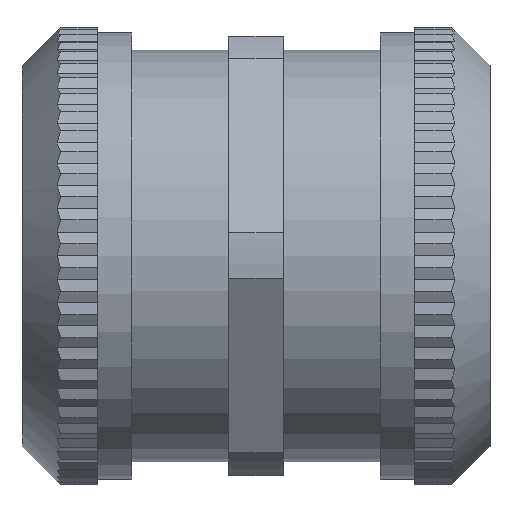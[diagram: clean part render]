
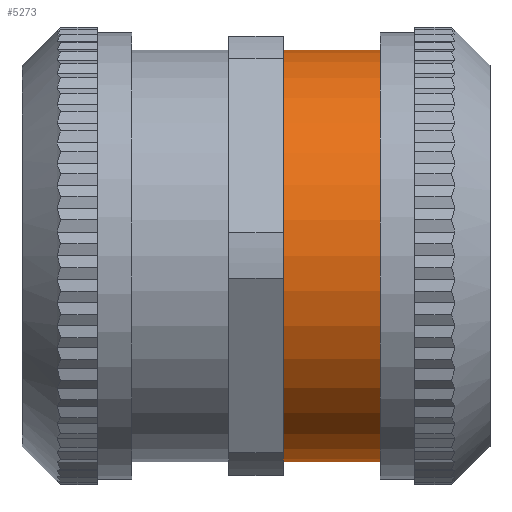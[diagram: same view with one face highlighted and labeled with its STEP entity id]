
A CAD part, top view. The second image highlights one B-rep face of the part: STEP entity #5273.
In plain terms, the highlighted cylindrical face has radius 30 mm (diameter 60 mm), a full revolution.
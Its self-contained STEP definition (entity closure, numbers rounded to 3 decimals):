
#767=LINE('',#8759,#1280);
#1280=VECTOR('',#6704,30.);
#1293=CYLINDRICAL_SURFACE('',#5595,30.);
#1574=FACE_OUTER_BOUND('',#1855,.T.);
#1855=EDGE_LOOP('',(#4737,#4738,#4739,#4740));
#1866=CIRCLE('',#5436,30.);
#1885=CIRCLE('',#5594,30.);
#2134=VERTEX_POINT('',#7701);
#2405=VERTEX_POINT('',#8756);
#2778=EDGE_CURVE('',#2134,#2134,#1866,.T.);
#3183=EDGE_CURVE('',#2405,#2405,#1885,.T.);
#3184=EDGE_CURVE('',#2134,#2405,#767,.T.);
#4737=ORIENTED_EDGE('',*,*,#2778,.T.);
#4738=ORIENTED_EDGE('',*,*,#3184,.T.);
#4739=ORIENTED_EDGE('',*,*,#3183,.T.);
#4740=ORIENTED_EDGE('',*,*,#3184,.F.);
#5273=ADVANCED_FACE('',(#1574),#1293,.T.);
#5436=AXIS2_PLACEMENT_3D('',#7702,#6118,#6119);
#5594=AXIS2_PLACEMENT_3D('',#8757,#6700,#6701);
#5595=AXIS2_PLACEMENT_3D('',#8758,#6702,#6703);
#6118=DIRECTION('center_axis',(-1.,0.,0.));
#6119=DIRECTION('ref_axis',(0.,1.,0.));
#6700=DIRECTION('center_axis',(1.,0.,0.));
#6701=DIRECTION('ref_axis',(0.,1.,0.));
#6702=DIRECTION('center_axis',(1.,0.,0.));
#6703=DIRECTION('ref_axis',(0.,1.,0.));
#6704=DIRECTION('',(-1.,0.,0.));
#7701=CARTESIAN_POINT('',(18.1,-30.,0.));
#7702=CARTESIAN_POINT('Origin',(18.1,0.,0.));
#8756=CARTESIAN_POINT('',(4.,-30.,0.));
#8757=CARTESIAN_POINT('Origin',(4.,0.,0.));
#8758=CARTESIAN_POINT('Origin',(0.,0.,0.));
#8759=CARTESIAN_POINT('',(0.,-30.,0.));
